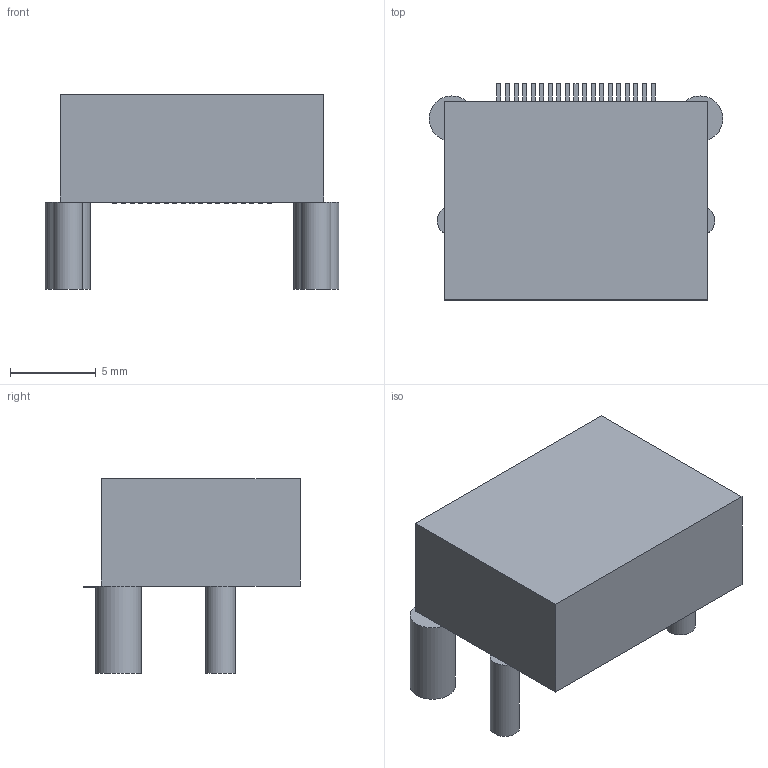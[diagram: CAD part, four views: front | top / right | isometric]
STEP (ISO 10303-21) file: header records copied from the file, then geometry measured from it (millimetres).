
FILE_DESCRIPTION(('FreeCAD Model'),'2;1');
FILE_NAME('15628258.1.3.stp','2021-12-26T21:08:05',( 'Author'),(''),'Open CASCADE STEP processor 6.9','FreeCAD','Unknown' );
FILE_SCHEMA(('AUTOMOTIVE_DESIGN { 1 0 10303 214 1 1 1 1 }'));
Length unit declared in the file: millimetre
Products named in the file (4): ASSEMBLY; Body; Pins; Leads
Assembly tree (3 placements, depth 2):
  ASSEMBLY
    Body
    Pins
    Leads
Bounding box: 17.15 x 12.63 x 11.37 mm (x, y, z)
Volume: 1201.2 mm3; surface area: 901 mm2
Topology: 24 solids, 24 shells, 132 faces, 252 edges, 168 vertices
Faces by surface type: plane 128, cylinder 4
Full cylindrical faces by diameter (mm): 1.72 x2, 2.65 x2
Entity records: 6779 total; most frequent: CARTESIAN_POINT 1060, DIRECTION 1036, LINE 740, VECTOR 740, ORIENTED_EDGE 504, PCURVE 504, DEFINITIONAL_REPRESENTATION 504, EDGE_CURVE 252
